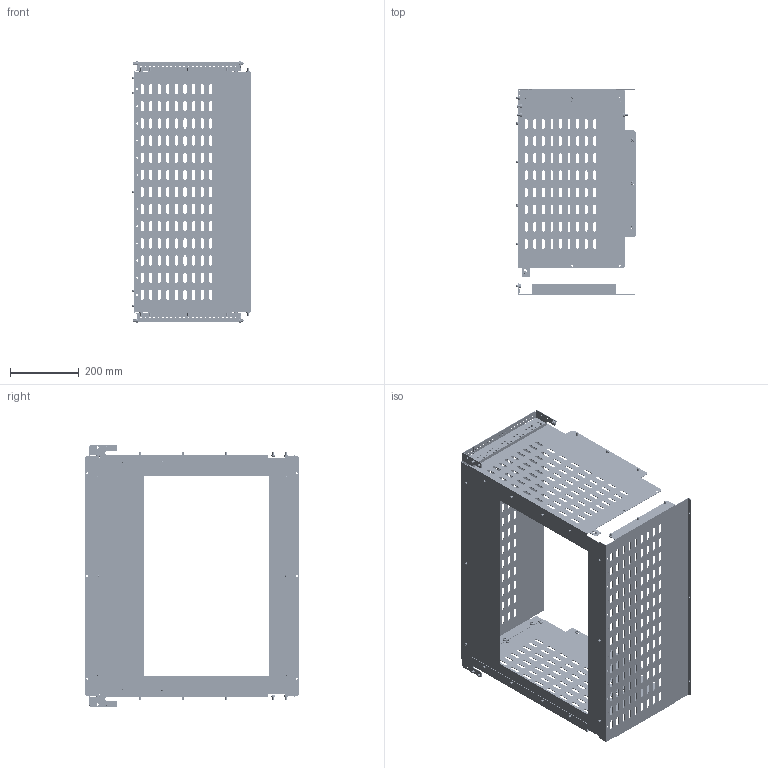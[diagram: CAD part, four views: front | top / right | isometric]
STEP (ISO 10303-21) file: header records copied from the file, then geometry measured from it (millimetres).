
FILE_DESCRIPTION (( 'STEP AP203' ), '1' );
FILE_NAME ('FO-00-3AGW-060-080 FORMAT Êîìïëåêò ñåêö. 2a-3a ARMAT ACB âûêàò. 600õ800 IEK.STEP', '2025-01-21T09:01:58', ( '' ), ( '' ), 'SwSTEP 2.0', 'SolidWorks 2022', '' );
FILE_SCHEMA (( 'CONFIG_CONTROL_DESIGN' ));
Products named in the file (1): FO-00-3AGW-060-080 FORMAT Комплект секц. 2a-3a ARMAT ACB выкат. 600х800 IEK
Bounding box: 348.2 x 622 x 766 mm (x, y, z)
Volume: 1674005.6 mm3; surface area: 2104956.4 mm2
Topology: 1 solids, 19 shells, 3967 faces, 10870 edges, 7112 vertices
Faces by surface type: cylinder 2261, plane 1338, cone 184, torus 184
Entity records: 129811 total; most frequent: DIRECTION 23904, CARTESIAN_POINT 21956, ORIENTED_EDGE 21740, EDGE_CURVE 10870, AXIS2_PLACEMENT_3D 9068, VERTEX_POINT 7112, LINE 5768, VECTOR 5768
